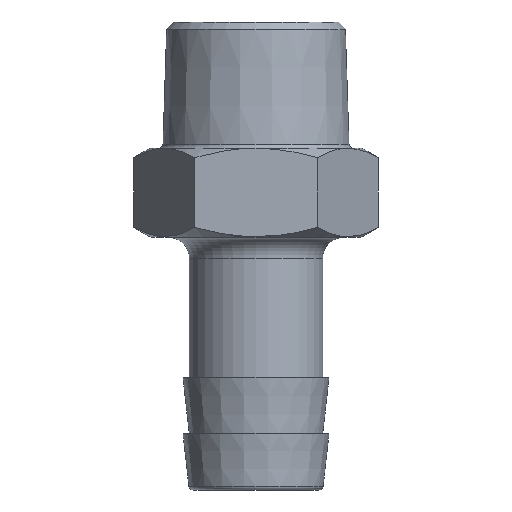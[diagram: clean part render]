
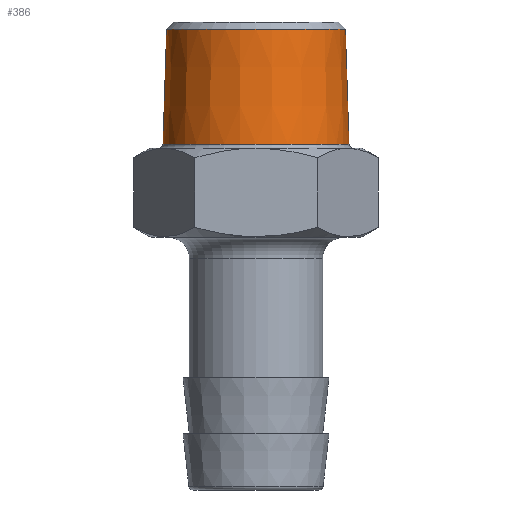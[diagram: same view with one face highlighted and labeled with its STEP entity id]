
A CAD part, front view. The second image highlights one B-rep face of the part: STEP entity #386.
In plain terms, the highlighted conical face has half-angle 1.788 degrees and reference radius 13.249 mm.
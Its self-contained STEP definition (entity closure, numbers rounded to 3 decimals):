
#69=CIRCLE('',#448,13.249);
#70=CIRCLE('',#450,12.737);
#129=ORIENTED_EDGE('',*,*,#202,.T.);
#130=ORIENTED_EDGE('',*,*,#201,.F.);
#201=EDGE_CURVE('',#241,#241,#69,.T.);
#202=EDGE_CURVE('',#242,#242,#70,.T.);
#241=VERTEX_POINT('',#733);
#242=VERTEX_POINT('',#736);
#297=EDGE_LOOP('',(#129));
#298=EDGE_LOOP('',(#130));
#343=FACE_BOUND('',#297,.T.);
#344=FACE_BOUND('',#298,.T.);
#363=CONICAL_SURFACE('',#449,13.249,0.031);
#386=ADVANCED_FACE('',(#343,#344),#363,.T.);
#448=AXIS2_PLACEMENT_3D('',#732,#542,#543);
#449=AXIS2_PLACEMENT_3D('',#734,#544,#545);
#450=AXIS2_PLACEMENT_3D('',#735,#546,#547);
#542=DIRECTION('',(0.,0.,-1.));
#543=DIRECTION('',(-1.,0.,0.));
#544=DIRECTION('',(0.,0.,-1.));
#545=DIRECTION('',(-1.,0.,0.));
#546=DIRECTION('',(0.,0.,-1.));
#547=DIRECTION('',(-1.,0.,0.));
#732=CARTESIAN_POINT('',(0.,0.,0.581));
#733=CARTESIAN_POINT('',(-13.249,0.,0.581));
#734=CARTESIAN_POINT('',(0.,0.,0.581));
#735=CARTESIAN_POINT('',(0.,0.,16.98));
#736=CARTESIAN_POINT('',(-12.737,0.,16.98));
